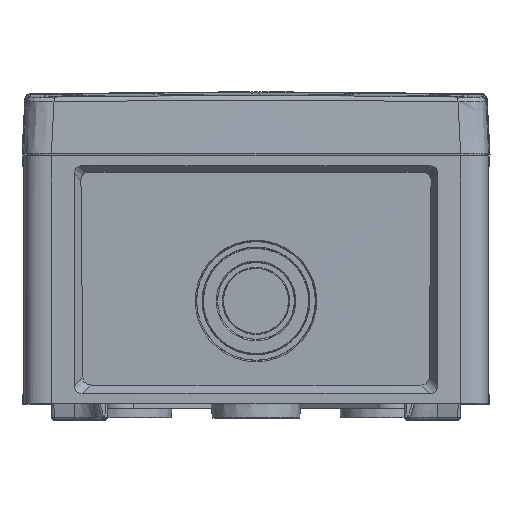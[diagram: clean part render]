
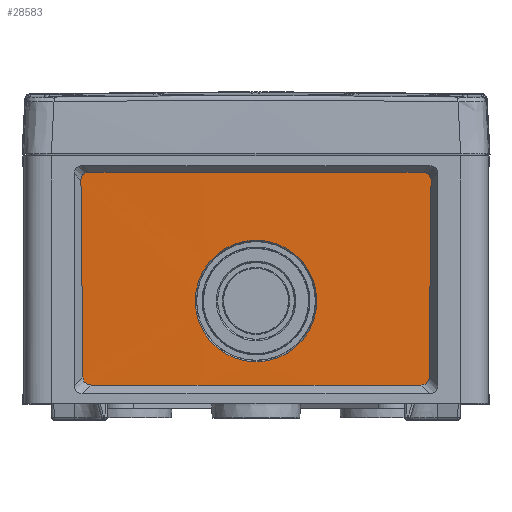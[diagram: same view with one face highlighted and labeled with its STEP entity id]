
A CAD part, top view. The second image highlights one B-rep face of the part: STEP entity #28583.
In plain terms, the highlighted conical face has half-angle 1 degrees and reference radius 3482.99 mm.
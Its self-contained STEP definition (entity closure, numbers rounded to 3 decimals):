
#6835=B_SPLINE_CURVE_WITH_KNOTS('',3,(#57392,#57393,#57394,#57395),
 .UNSPECIFIED.,.F.,.F.,(4,4),(0.,1.),.UNSPECIFIED.);
#6838=B_SPLINE_CURVE_WITH_KNOTS('',3,(#57448,#57449,#57450,#57451,#57452),
 .UNSPECIFIED.,.F.,.F.,(4,1,4),(0.,0.001,
0.003),.UNSPECIFIED.);
#6839=B_SPLINE_CURVE_WITH_KNOTS('',3,(#57454,#57455,#57456,#57457,#57458),
 .UNSPECIFIED.,.F.,.F.,(4,1,4),(0.,0.001,0.003),
 .UNSPECIFIED.);
#6840=B_SPLINE_CURVE_WITH_KNOTS('',3,(#57462,#57463,#57464,#57465,#57466),
 .UNSPECIFIED.,.F.,.F.,(4,1,4),(0.,0.001,
0.003),.UNSPECIFIED.);
#6841=B_SPLINE_CURVE_WITH_KNOTS('',3,(#57468,#57469,#57470,#57471),
 .UNSPECIFIED.,.F.,.F.,(4,4),(0.,1.),.UNSPECIFIED.);
#6842=B_SPLINE_CURVE_WITH_KNOTS('',3,(#57473,#57474,#57475,#57476,#57477),
 .UNSPECIFIED.,.F.,.F.,(4,1,4),(0.,0.001,
0.003),.UNSPECIFIED.);
#6843=B_SPLINE_CURVE_WITH_KNOTS('',3,(#57480,#57481,#57482,#57483,#57484,
#57485,#57486,#57487,#57488,#57489,#57490,#57491,#57492,#57493,#57494,#57495,
#57496,#57497,#57498,#57499,#57500,#57501,#57502),.UNSPECIFIED.,.F.,.F.,
(4,1,1,1,1,1,1,1,1,1,1,1,1,1,1,1,1,1,1,1,4),(0.,0.05,0.1,
0.15,0.2,0.25,0.3,0.35,
0.4,0.45,0.5,0.55,0.6,
0.65,0.7,0.75,0.8,0.85,
0.9,0.95,1.),.UNSPECIFIED.);
#6844=B_SPLINE_CURVE_WITH_KNOTS('',3,(#57505,#57506,#57507,#57508,#57509,
#57510,#57511,#57512,#57513,#57514,#57515,#57516,#57517,#57518,#57519,#57520,
#57521,#57522,#57523,#57524,#57525,#57526,#57527),.UNSPECIFIED.,.F.,.F.,
(4,1,1,1,1,1,1,1,1,1,1,1,1,1,1,1,1,1,1,1,4),(0.,0.05,0.1,
0.15,0.2,0.25,0.3,0.35,
0.4,0.45,0.5,0.55,0.6,
0.65,0.7,0.75,0.8,0.85,
0.9,0.95,1.),.UNSPECIFIED.);
#14416=ORIENTED_EDGE('',*,*,#19041,.F.);
#14417=ORIENTED_EDGE('',*,*,#19045,.T.);
#14418=ORIENTED_EDGE('',*,*,#19046,.T.);
#14419=ORIENTED_EDGE('',*,*,#19047,.T.);
#14420=ORIENTED_EDGE('',*,*,#19048,.T.);
#14421=ORIENTED_EDGE('',*,*,#19049,.T.);
#14422=ORIENTED_EDGE('',*,*,#19050,.T.);
#14423=ORIENTED_EDGE('',*,*,#19044,.T.);
#14424=ORIENTED_EDGE('',*,*,#19051,.T.);
#14425=ORIENTED_EDGE('',*,*,#19052,.T.);
#19041=EDGE_CURVE('',#21900,#21901,#6835,.T.);
#19044=EDGE_CURVE('',#21902,#21901,#6838,.T.);
#19045=EDGE_CURVE('',#21900,#21903,#6839,.T.);
#19046=EDGE_CURVE('',#21903,#21904,#23147,.T.);
#19047=EDGE_CURVE('',#21904,#21905,#6840,.T.);
#19048=EDGE_CURVE('',#21905,#21906,#6841,.T.);
#19049=EDGE_CURVE('',#21906,#21907,#6842,.T.);
#19050=EDGE_CURVE('',#21907,#21902,#23148,.T.);
#19051=EDGE_CURVE('',#21908,#21909,#6843,.T.);
#19052=EDGE_CURVE('',#21909,#21908,#6844,.T.);
#21900=VERTEX_POINT('',#57391);
#21901=VERTEX_POINT('',#57396);
#21902=VERTEX_POINT('',#57447);
#21903=VERTEX_POINT('',#57459);
#21904=VERTEX_POINT('',#57461);
#21905=VERTEX_POINT('',#57467);
#21906=VERTEX_POINT('',#57472);
#21907=VERTEX_POINT('',#57478);
#21908=VERTEX_POINT('',#57503);
#21909=VERTEX_POINT('',#57504);
#23147=CIRCLE('',#31297,3482.593);
#23148=CIRCLE('',#31298,3483.387);
#24794=EDGE_LOOP('',(#14416,#14417,#14418,#14419,#14420,#14421,#14422,#14423));
#24795=EDGE_LOOP('',(#14424,#14425));
#26631=FACE_BOUND('',#24794,.T.);
#26632=FACE_BOUND('',#24795,.T.);
#27128=CONICAL_SURFACE('',#31296,3482.99,0.017);
#28583=ADVANCED_FACE('',(#26631,#26632),#27128,.T.);
#31296=AXIS2_PLACEMENT_3D('',#57453,#38669,#38670);
#31297=AXIS2_PLACEMENT_3D('',#57460,#38671,#38672);
#31298=AXIS2_PLACEMENT_3D('',#57479,#38673,#38674);
#38669=DIRECTION('',(0.,1.,0.));
#38670=DIRECTION('',(1.,0.,0.));
#38671=DIRECTION('',(0.,1.,0.));
#38672=DIRECTION('',(-0.01,0.,1.));
#38673=DIRECTION('',(0.,-1.,0.));
#38674=DIRECTION('',(0.01,0.,1.));
#57391=CARTESIAN_POINT('',(-37.061,5.684,46.538));
#57392=CARTESIAN_POINT('',(-37.061,5.684,46.538));
#57393=CARTESIAN_POINT('',(-37.202,19.703,46.781));
#57394=CARTESIAN_POINT('',(-37.342,33.721,47.024));
#57395=CARTESIAN_POINT('',(-37.482,47.74,47.268));
#57396=CARTESIAN_POINT('',(-37.482,47.74,47.268));
#57447=CARTESIAN_POINT('',(-35.768,49.5,47.316));
#57448=CARTESIAN_POINT('',(-35.768,49.5,47.316));
#57449=CARTESIAN_POINT('',(-36.232,49.5,47.312));
#57450=CARTESIAN_POINT('',(-37.171,49.156,47.296));
#57451=CARTESIAN_POINT('',(-37.487,48.203,47.276));
#57452=CARTESIAN_POINT('',(-37.482,47.74,47.268));
#57453=CARTESIAN_POINT('',(0.,26.729,-3435.887));
#57454=CARTESIAN_POINT('',(-37.061,5.684,46.538));
#57455=CARTESIAN_POINT('',(-37.056,5.222,46.53));
#57456=CARTESIAN_POINT('',(-36.714,4.291,46.517));
#57457=CARTESIAN_POINT('',(-35.774,3.959,46.521));
#57458=CARTESIAN_POINT('',(-35.312,3.959,46.526));
#57459=CARTESIAN_POINT('',(-35.312,3.959,46.526));
#57460=CARTESIAN_POINT('',(0.,3.959,-3435.887));
#57461=CARTESIAN_POINT('',(35.312,3.959,46.526));
#57462=CARTESIAN_POINT('',(35.312,3.959,46.526));
#57463=CARTESIAN_POINT('',(35.774,3.959,46.521));
#57464=CARTESIAN_POINT('',(36.71,4.287,46.517));
#57465=CARTESIAN_POINT('',(37.056,5.222,46.53));
#57466=CARTESIAN_POINT('',(37.061,5.684,46.538));
#57467=CARTESIAN_POINT('',(37.061,5.684,46.538));
#57468=CARTESIAN_POINT('',(37.061,5.684,46.538));
#57469=CARTESIAN_POINT('',(37.202,19.703,46.781));
#57470=CARTESIAN_POINT('',(37.342,33.721,47.024));
#57471=CARTESIAN_POINT('',(37.482,47.74,47.268));
#57472=CARTESIAN_POINT('',(37.482,47.74,47.268));
#57473=CARTESIAN_POINT('',(37.482,47.74,47.268));
#57474=CARTESIAN_POINT('',(37.487,48.203,47.276));
#57475=CARTESIAN_POINT('',(37.176,49.151,47.296));
#57476=CARTESIAN_POINT('',(36.232,49.5,47.312));
#57477=CARTESIAN_POINT('',(35.768,49.5,47.316));
#57478=CARTESIAN_POINT('',(35.768,49.5,47.316));
#57479=CARTESIAN_POINT('',(0.,49.5,-3435.887));
#57480=CARTESIAN_POINT('',(0.,8.934,46.792));
#57481=CARTESIAN_POINT('',(-0.677,8.933,46.792));
#57482=CARTESIAN_POINT('',(-2.039,9.041,46.793));
#57483=CARTESIAN_POINT('',(-4.039,9.52,46.8));
#57484=CARTESIAN_POINT('',(-5.933,10.305,46.811));
#57485=CARTESIAN_POINT('',(-7.684,11.377,46.826));
#57486=CARTESIAN_POINT('',(-9.244,12.71,46.846));
#57487=CARTESIAN_POINT('',(-10.577,14.271,46.869));
#57488=CARTESIAN_POINT('',(-11.648,16.021,46.896));
#57489=CARTESIAN_POINT('',(-12.433,17.917,46.927));
#57490=CARTESIAN_POINT('',(-12.911,19.913,46.96));
#57491=CARTESIAN_POINT('',(-13.071,21.958,46.995));
#57492=CARTESIAN_POINT('',(-12.908,24.004,47.031));
#57493=CARTESIAN_POINT('',(-12.427,25.998,47.068));
#57494=CARTESIAN_POINT('',(-11.64,27.893,47.103));
#57495=CARTESIAN_POINT('',(-10.565,29.642,47.137));
#57496=CARTESIAN_POINT('',(-9.231,31.2,47.168));
#57497=CARTESIAN_POINT('',(-7.667,32.531,47.196));
#57498=CARTESIAN_POINT('',(-5.918,33.6,47.218));
#57499=CARTESIAN_POINT('',(-4.016,34.384,47.234));
#57500=CARTESIAN_POINT('',(-2.018,34.858,47.244));
#57501=CARTESIAN_POINT('',(-0.668,34.963,47.246));
#57502=CARTESIAN_POINT('',(0.,34.962,47.246));
#57503=CARTESIAN_POINT('',(0.,8.934,46.792));
#57504=CARTESIAN_POINT('',(0.,34.962,47.246));
#57505=CARTESIAN_POINT('',(0.,34.962,47.246));
#57506=CARTESIAN_POINT('',(0.677,34.963,47.246));
#57507=CARTESIAN_POINT('',(2.039,34.855,47.244));
#57508=CARTESIAN_POINT('',(4.039,34.376,47.234));
#57509=CARTESIAN_POINT('',(5.933,33.591,47.217));
#57510=CARTESIAN_POINT('',(7.684,32.519,47.195));
#57511=CARTESIAN_POINT('',(9.245,31.186,47.168));
#57512=CARTESIAN_POINT('',(10.577,29.625,47.137));
#57513=CARTESIAN_POINT('',(11.649,27.875,47.103));
#57514=CARTESIAN_POINT('',(12.433,25.979,47.067));
#57515=CARTESIAN_POINT('',(12.911,23.984,47.031));
#57516=CARTESIAN_POINT('',(13.071,21.938,46.994));
#57517=CARTESIAN_POINT('',(12.908,19.892,46.959));
#57518=CARTESIAN_POINT('',(12.427,17.898,46.926));
#57519=CARTESIAN_POINT('',(11.639,16.003,46.896));
#57520=CARTESIAN_POINT('',(10.565,14.254,46.869));
#57521=CARTESIAN_POINT('',(9.23,12.696,46.845));
#57522=CARTESIAN_POINT('',(7.667,11.365,46.826));
#57523=CARTESIAN_POINT('',(5.918,10.297,46.811));
#57524=CARTESIAN_POINT('',(4.016,9.512,46.8));
#57525=CARTESIAN_POINT('',(2.018,9.038,46.793));
#57526=CARTESIAN_POINT('',(0.668,8.933,46.792));
#57527=CARTESIAN_POINT('',(0.,8.934,46.792));
